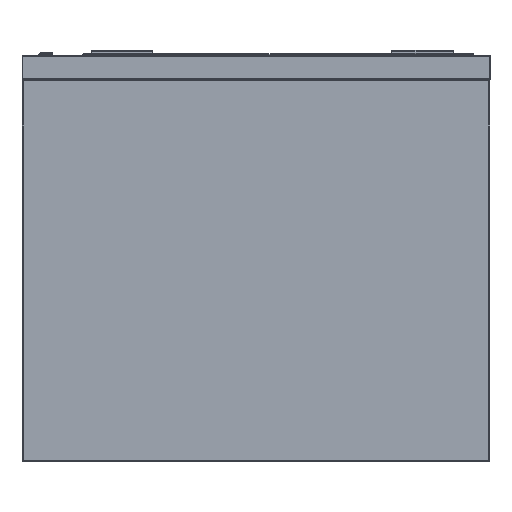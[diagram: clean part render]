
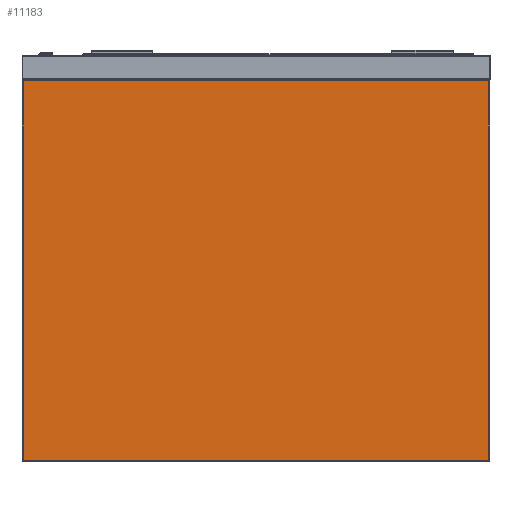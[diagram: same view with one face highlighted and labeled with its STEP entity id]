
A CAD part, left-side view. The second image highlights one B-rep face of the part: STEP entity #11183.
In plain terms, the highlighted planar face has unit normal (-1, 0, 0).
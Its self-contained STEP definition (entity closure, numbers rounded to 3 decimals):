
#1658 = CARTESIAN_POINT ( 'NONE',  ( -500., -380., -660. ) ) ;
#4251 = DIRECTION ( 'NONE',  ( 0., 0., -1. ) ) ;
#4376 = CARTESIAN_POINT ( 'NONE',  ( -500., 380., -42. ) ) ;
#4385 = PLANE ( 'NONE',  #6279 ) ;
#4477 = EDGE_CURVE ( 'NONE', #5605, #34459, #18917, .T. ) ;
#5101 = ORIENTED_EDGE ( 'NONE', *, *, #4477, .T. ) ;
#5502 = VECTOR ( 'NONE', #13078, 1000. ) ;
#5605 = VERTEX_POINT ( 'NONE', #35034 ) ;
#6190 = CARTESIAN_POINT ( 'NONE',  ( -500., 378., -658. ) ) ;
#6279 = AXIS2_PLACEMENT_3D ( 'NONE', #1658, #26509, #9998 ) ;
#7566 = VERTEX_POINT ( 'NONE', #6190 ) ;
#7659 = DIRECTION ( 'NONE',  ( 0., 0., 1. ) ) ;
#7684 = EDGE_CURVE ( 'NONE', #34459, #24449, #31711, .T. ) ;
#8537 = DIRECTION ( 'NONE',  ( 0., -1., 0. ) ) ;
#8752 = VECTOR ( 'NONE', #4251, 1000. ) ;
#9120 = VECTOR ( 'NONE', #7659, 1000. ) ;
#9998 = DIRECTION ( 'NONE',  ( 0., 0., 1. ) ) ;
#10750 = ORIENTED_EDGE ( 'NONE', *, *, #22071, .T. ) ;
#11183 = ADVANCED_FACE ( 'Fl�che7', ( #29190 ), #4385, .T. ) ;
#12054 = ORIENTED_EDGE ( 'NONE', *, *, #19252, .T. ) ;
#13078 = DIRECTION ( 'NONE',  ( 0., 1., 0. ) ) ;
#13295 = VECTOR ( 'NONE', #8537, 1000. ) ;
#14169 = LINE ( 'NONE', #33320, #13295 ) ;
#16023 = CARTESIAN_POINT ( 'NONE',  ( -500., -378., -42. ) ) ;
#17399 = CARTESIAN_POINT ( 'NONE',  ( -500., 378., -42. ) ) ;
#18222 = CARTESIAN_POINT ( 'NONE',  ( -500., 378., -660. ) ) ;
#18917 = LINE ( 'NONE', #32451, #9120 ) ;
#19252 = EDGE_CURVE ( 'NONE', #7566, #5605, #14169, .T. ) ;
#22071 = EDGE_CURVE ( 'NONE', #24449, #7566, #26014, .T. ) ;
#23166 = EDGE_LOOP ( 'NONE', ( #5101, #34748, #10750, #12054 ) ) ;
#24449 = VERTEX_POINT ( 'NONE', #17399 ) ;
#26014 = LINE ( 'NONE', #18222, #8752 ) ;
#26509 = DIRECTION ( 'NONE',  ( -1., 0., 0. ) ) ;
#29190 = FACE_OUTER_BOUND ( 'NONE', #23166, .T. ) ;
#31711 = LINE ( 'NONE', #4376, #5502 ) ;
#32451 = CARTESIAN_POINT ( 'NONE',  ( -500., -378., -660. ) ) ;
#33320 = CARTESIAN_POINT ( 'NONE',  ( -500., -380., -658. ) ) ;
#34459 = VERTEX_POINT ( 'NONE', #16023 ) ;
#34748 = ORIENTED_EDGE ( 'NONE', *, *, #7684, .T. ) ;
#35034 = CARTESIAN_POINT ( 'NONE',  ( -500., -378., -658. ) ) ;
